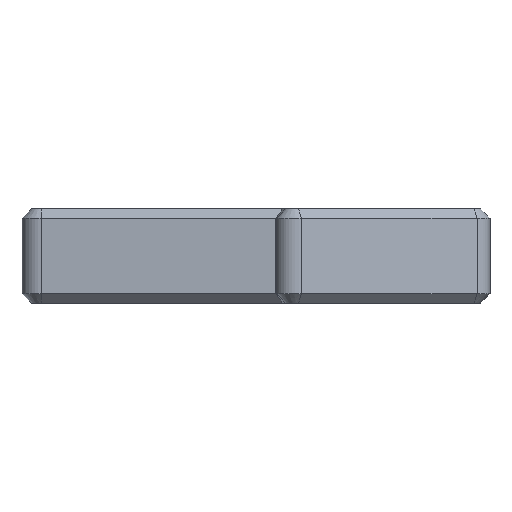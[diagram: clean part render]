
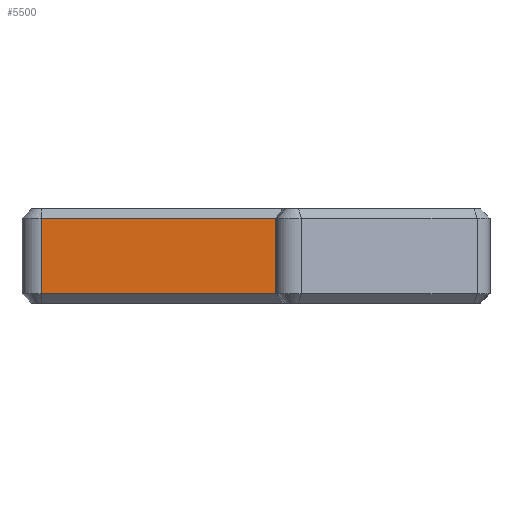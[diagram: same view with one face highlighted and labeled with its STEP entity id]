
A CAD part, left-side view. The second image highlights one B-rep face of the part: STEP entity #5500.
In plain terms, the highlighted planar face has unit normal (-1, 0.001, 0).
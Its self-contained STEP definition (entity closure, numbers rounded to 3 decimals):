
#323=FACE_OUTER_BOUND('',#611,.T.);
#611=EDGE_LOOP('',(#4581,#4582,#4583,#4584));
#1006=LINE('',#8125,#1655);
#1243=LINE('',#8764,#1892);
#1289=LINE('',#8939,#1938);
#1290=LINE('',#8941,#1939);
#1655=VECTOR('',#6419,10.);
#1892=VECTOR('',#7012,10.);
#1938=VECTOR('',#7140,10.);
#1939=VECTOR('',#7143,10.);
#2317=VERTEX_POINT('',#8079);
#2329=VERTEX_POINT('',#8118);
#2509=VERTEX_POINT('',#8762);
#2510=VERTEX_POINT('',#8763);
#2898=EDGE_CURVE('',#2329,#2317,#1006,.T.);
#3202=EDGE_CURVE('',#2509,#2510,#1243,.T.);
#3270=EDGE_CURVE('',#2510,#2329,#1289,.T.);
#3271=EDGE_CURVE('',#2509,#2317,#1290,.T.);
#4581=ORIENTED_EDGE('',*,*,#2898,.F.);
#4582=ORIENTED_EDGE('',*,*,#3270,.F.);
#4583=ORIENTED_EDGE('',*,*,#3202,.F.);
#4584=ORIENTED_EDGE('',*,*,#3271,.T.);
#5218=PLANE('',#5935);
#5500=ADVANCED_FACE('',(#323),#5218,.T.);
#5935=AXIS2_PLACEMENT_3D('',#8940,#7141,#7142);
#6419=DIRECTION('',(-0.001,-1.,0.));
#7012=DIRECTION('',(0.001,1.,0.));
#7140=DIRECTION('',(0.,0.,1.));
#7141=DIRECTION('center_axis',(-1.,0.001,
0.));
#7142=DIRECTION('ref_axis',(-0.001,-1.,0.));
#7143=DIRECTION('',(0.,0.,1.));
#8079=CARTESIAN_POINT('',(201.652,-208.508,5.));
#8118=CARTESIAN_POINT('',(201.691,-158.752,5.));
#8125=CARTESIAN_POINT('',(201.673,-181.529,5.));
#8762=CARTESIAN_POINT('',(201.652,-208.508,-11.));
#8763=CARTESIAN_POINT('',(201.691,-158.752,-11.));
#8764=CARTESIAN_POINT('',(201.673,-181.529,-11.));
#8939=CARTESIAN_POINT('',(201.691,-158.752,-10.));
#8940=CARTESIAN_POINT('Origin',(201.691,-158.752,-10.));
#8941=CARTESIAN_POINT('',(201.652,-208.508,-10.));
